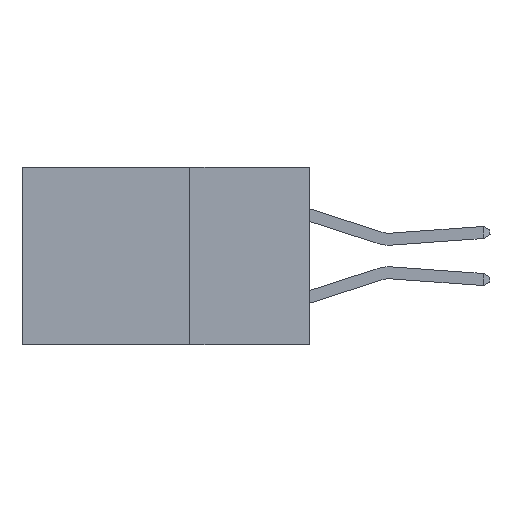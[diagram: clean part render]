
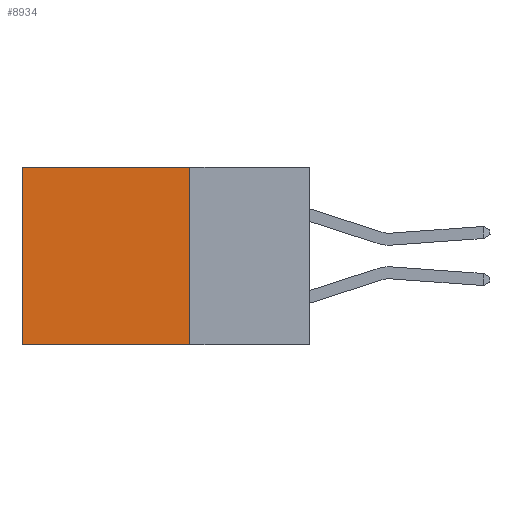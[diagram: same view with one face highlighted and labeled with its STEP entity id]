
A CAD part, left-side view. The second image highlights one B-rep face of the part: STEP entity #8934.
In plain terms, the highlighted planar face has unit normal (-1, 0, 0).
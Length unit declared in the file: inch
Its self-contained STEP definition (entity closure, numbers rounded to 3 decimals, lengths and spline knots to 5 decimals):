
#364 = VECTOR ( 'NONE', #5981, 39.37008 ) ;
#616 = VERTEX_POINT ( 'NONE', #12950 ) ;
#1666 = CARTESIAN_POINT ( 'NONE',  ( 0.2615, 0.6, 0. ) ) ;
#2031 = FACE_OUTER_BOUND ( 'NONE', #5441, .T. ) ;
#2082 = DIRECTION ( 'NONE',  ( 0., 0., -1. ) ) ;
#2485 = DIRECTION ( 'NONE',  ( 0., 0., -1. ) ) ;
#2514 = DIRECTION ( 'NONE',  ( 1., 0., 0. ) ) ;
#2527 = CARTESIAN_POINT ( 'NONE',  ( 0.2615, 0.6, -0.37 ) ) ;
#2600 = CARTESIAN_POINT ( 'NONE',  ( 0.2615, 0.25, -0.37 ) ) ;
#2665 = PLANE ( 'NONE',  #4766 ) ;
#2876 = EDGE_CURVE ( 'NONE', #616, #11460, #9702, .T. ) ;
#4384 = VECTOR ( 'NONE', #8401, 39.37008 ) ;
#4766 = AXIS2_PLACEMENT_3D ( 'NONE', #2600, #2514, #2485 ) ;
#5441 = EDGE_LOOP ( 'NONE', ( #7502, #10777, #12575, #11293 ) ) ;
#5497 = EDGE_CURVE ( 'NONE', #616, #6363, #8815, .T. ) ;
#5981 = DIRECTION ( 'NONE',  ( 0., 1., 0. ) ) ;
#6035 = CARTESIAN_POINT ( 'NONE',  ( 0.2615, 0.25, -0.37 ) ) ;
#6166 = LINE ( 'NONE', #6035, #364 ) ;
#6363 = VERTEX_POINT ( 'NONE', #1666 ) ;
#7069 = DIRECTION ( 'NONE',  ( 0., 1., 0. ) ) ;
#7247 = CARTESIAN_POINT ( 'NONE',  ( 0.2615, 0.25, 0. ) ) ;
#7502 = ORIENTED_EDGE ( 'NONE', *, *, #9227, .T. ) ;
#7550 = CARTESIAN_POINT ( 'NONE',  ( 0.2615, 0.6, -0.37 ) ) ;
#8146 = EDGE_CURVE ( 'NONE', #11460, #9721, #6166, .T. ) ;
#8401 = DIRECTION ( 'NONE',  ( 0., 0., -1. ) ) ;
#8437 = CARTESIAN_POINT ( 'NONE',  ( 0.2615, 0.25, -0.37 ) ) ;
#8815 = LINE ( 'NONE', #7247, #9467 ) ;
#8934 = ADVANCED_FACE ( 'NONE', ( #2031 ), #2665, .F. ) ;
#9100 = LINE ( 'NONE', #2527, #11577 ) ;
#9227 = EDGE_CURVE ( 'NONE', #6363, #9721, #9100, .T. ) ;
#9255 = CARTESIAN_POINT ( 'NONE',  ( 0.2615, 0.25, -0.37 ) ) ;
#9467 = VECTOR ( 'NONE', #7069, 39.37008 ) ;
#9702 = LINE ( 'NONE', #8437, #4384 ) ;
#9721 = VERTEX_POINT ( 'NONE', #7550 ) ;
#10777 = ORIENTED_EDGE ( 'NONE', *, *, #8146, .F. ) ;
#11293 = ORIENTED_EDGE ( 'NONE', *, *, #5497, .T. ) ;
#11460 = VERTEX_POINT ( 'NONE', #9255 ) ;
#11577 = VECTOR ( 'NONE', #2082, 39.37008 ) ;
#12575 = ORIENTED_EDGE ( 'NONE', *, *, #2876, .F. ) ;
#12950 = CARTESIAN_POINT ( 'NONE',  ( 0.2615, 0.25, 0. ) ) ;
